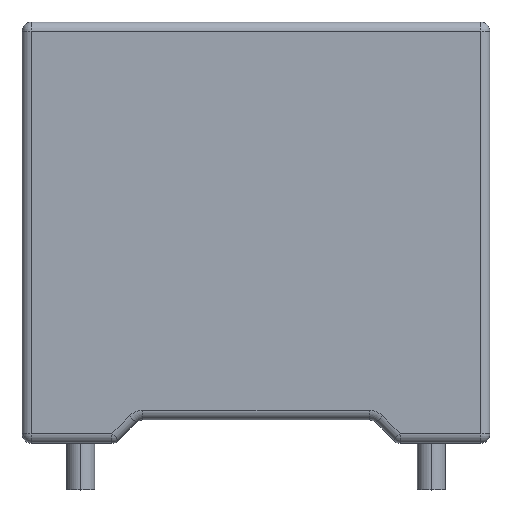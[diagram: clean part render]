
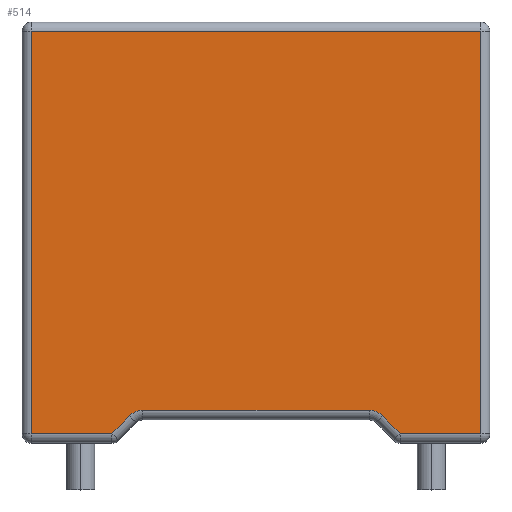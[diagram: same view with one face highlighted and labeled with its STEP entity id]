
A CAD part, top view. The second image highlights one B-rep face of the part: STEP entity #514.
In plain terms, the highlighted planar face has unit normal (0, 0, 1).
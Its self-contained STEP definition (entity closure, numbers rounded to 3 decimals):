
#57 = VERTEX_POINT ( 'NONE', #1057 ) ;
#70 = LINE ( 'NONE', #1044, #257 ) ;
#76 = DIRECTION ( 'NONE',  ( 0.707, 0.707, 0. ) ) ;
#103 = DIRECTION ( 'NONE',  ( 0., 0., 1. ) ) ;
#126 = ORIENTED_EDGE ( 'NONE', *, *, #537, .F. ) ;
#127 = VERTEX_POINT ( 'NONE', #1395 ) ;
#137 = VERTEX_POINT ( 'NONE', #1492 ) ;
#144 = CARTESIAN_POINT ( 'NONE',  ( 2.417, 0.7, 2. ) ) ;
#163 = CARTESIAN_POINT ( 'NONE',  ( 4.8, 9., 2. ) ) ;
#166 = DIRECTION ( 'NONE',  ( 1., 0., 0. ) ) ;
#195 = ORIENTED_EDGE ( 'NONE', *, *, #423, .T. ) ;
#199 = CARTESIAN_POINT ( 'NONE',  ( -3.083, 0.2, 2. ) ) ;
#216 = CARTESIAN_POINT ( 'NONE',  ( -5., 9., 2. ) ) ;
#257 = VECTOR ( 'NONE', #317, 1000. ) ;
#268 = ORIENTED_EDGE ( 'NONE', *, *, #497, .T. ) ;
#275 = CARTESIAN_POINT ( 'NONE',  ( -4.8, 8.8, 2. ) ) ;
#285 = EDGE_CURVE ( 'NONE', #716, #137, #598, .T. ) ;
#311 = CIRCLE ( 'NONE', #1003, 0.4 ) ;
#316 = EDGE_CURVE ( 'NONE', #137, #1062, #852, .T. ) ;
#317 = DIRECTION ( 'NONE',  ( 1., 0., 0. ) ) ;
#324 = ORIENTED_EDGE ( 'NONE', *, *, #444, .F. ) ;
#334 = PLANE ( 'NONE',  #1083 ) ;
#343 = EDGE_CURVE ( 'NONE', #1062, #1541, #774, .T. ) ;
#348 = LINE ( 'NONE', #1527, #992 ) ;
#376 = ORIENTED_EDGE ( 'NONE', *, *, #316, .T. ) ;
#391 = EDGE_CURVE ( 'NONE', #1541, #57, #932, .T. ) ;
#414 = VERTEX_POINT ( 'NONE', #199 ) ;
#423 = EDGE_CURVE ( 'NONE', #57, #414, #70, .T. ) ;
#436 = DIRECTION ( 'NONE',  ( 0., 0., 1. ) ) ;
#440 = EDGE_CURVE ( 'NONE', #414, #1172, #499, .T. ) ;
#444 = EDGE_CURVE ( 'NONE', #1459, #1172, #1002, .T. ) ;
#497 = EDGE_CURVE ( 'NONE', #1459, #1520, #348, .T. ) ;
#499 = LINE ( 'NONE', #1163, #786 ) ;
#514 = ADVANCED_FACE ( 'NONE', ( #956 ), #334, .F. ) ;
#530 = CARTESIAN_POINT ( 'NONE',  ( -5., 8.8, 2. ) ) ;
#537 = EDGE_CURVE ( 'NONE', #127, #1520, #311, .T. ) ;
#556 = EDGE_CURVE ( 'NONE', #127, #716, #1195, .T. ) ;
#576 = ORIENTED_EDGE ( 'NONE', *, *, #285, .T. ) ;
#583 = CARTESIAN_POINT ( 'NONE',  ( -2.417, 0.7, 2. ) ) ;
#598 = LINE ( 'NONE', #895, #733 ) ;
#654 = CARTESIAN_POINT ( 'NONE',  ( -4.8, 9., 2. ) ) ;
#716 = VERTEX_POINT ( 'NONE', #862 ) ;
#733 = VECTOR ( 'NONE', #166, 1000. ) ;
#774 = LINE ( 'NONE', #530, #987 ) ;
#786 = VECTOR ( 'NONE', #76, 1000. ) ;
#816 = DIRECTION ( 'NONE',  ( 1., 0., 0. ) ) ;
#820 = DIRECTION ( 'NONE',  ( -1., 0., 0. ) ) ;
#822 = CARTESIAN_POINT ( 'NONE',  ( 2.417, 0.3, 2. ) ) ;
#852 = LINE ( 'NONE', #163, #898 ) ;
#862 = CARTESIAN_POINT ( 'NONE',  ( 3.083, 0.2, 2. ) ) ;
#877 = VECTOR ( 'NONE', #1178, 1000. ) ;
#895 = CARTESIAN_POINT ( 'NONE',  ( -5., 0.2, 2. ) ) ;
#898 = VECTOR ( 'NONE', #1135, 1000. ) ;
#932 = LINE ( 'NONE', #654, #1159 ) ;
#940 = CARTESIAN_POINT ( 'NONE',  ( -5.359, 8.641, 2. ) ) ;
#949 = DIRECTION ( 'NONE',  ( -1., 0., 0. ) ) ;
#956 = FACE_OUTER_BOUND ( 'NONE', #1157, .T. ) ;
#972 = ORIENTED_EDGE ( 'NONE', *, *, #343, .T. ) ;
#987 = VECTOR ( 'NONE', #1260, 1000. ) ;
#992 = VECTOR ( 'NONE', #816, 1000. ) ;
#1002 = CIRCLE ( 'NONE', #1347, 0.4 ) ;
#1003 = AXIS2_PLACEMENT_3D ( 'NONE', #822, #103, #949 ) ;
#1007 = CARTESIAN_POINT ( 'NONE',  ( 4.8, 8.8, 2. ) ) ;
#1025 = CARTESIAN_POINT ( 'NONE',  ( -2.7, 0.583, 2. ) ) ;
#1044 = CARTESIAN_POINT ( 'NONE',  ( -5., 0.2, 2. ) ) ;
#1057 = CARTESIAN_POINT ( 'NONE',  ( -4.8, 0.2, 2. ) ) ;
#1062 = VERTEX_POINT ( 'NONE', #1007 ) ;
#1083 = AXIS2_PLACEMENT_3D ( 'NONE', #216, #1531, #820 ) ;
#1135 = DIRECTION ( 'NONE',  ( 0., 1., 0. ) ) ;
#1157 = EDGE_LOOP ( 'NONE', ( #576, #376, #972, #1352, #195, #1403, #324, #268, #126, #1558 ) ) ;
#1159 = VECTOR ( 'NONE', #1496, 1000. ) ;
#1163 = CARTESIAN_POINT ( 'NONE',  ( 0.359, 3.641, 2. ) ) ;
#1167 = CARTESIAN_POINT ( 'NONE',  ( -2.417, 0.3, 2. ) ) ;
#1172 = VERTEX_POINT ( 'NONE', #1025 ) ;
#1178 = DIRECTION ( 'NONE',  ( 0.707, -0.707, 0. ) ) ;
#1195 = LINE ( 'NONE', #940, #877 ) ;
#1260 = DIRECTION ( 'NONE',  ( -1., 0., 0. ) ) ;
#1288 = DIRECTION ( 'NONE',  ( -1., 0., 0. ) ) ;
#1347 = AXIS2_PLACEMENT_3D ( 'NONE', #1167, #436, #1288 ) ;
#1352 = ORIENTED_EDGE ( 'NONE', *, *, #391, .T. ) ;
#1395 = CARTESIAN_POINT ( 'NONE',  ( 2.7, 0.583, 2. ) ) ;
#1403 = ORIENTED_EDGE ( 'NONE', *, *, #440, .T. ) ;
#1459 = VERTEX_POINT ( 'NONE', #583 ) ;
#1492 = CARTESIAN_POINT ( 'NONE',  ( 4.8, 0.2, 2. ) ) ;
#1496 = DIRECTION ( 'NONE',  ( 0., -1., 0. ) ) ;
#1520 = VERTEX_POINT ( 'NONE', #144 ) ;
#1527 = CARTESIAN_POINT ( 'NONE',  ( -5., 0.7, 2. ) ) ;
#1531 = DIRECTION ( 'NONE',  ( 0., 0., -1. ) ) ;
#1541 = VERTEX_POINT ( 'NONE', #275 ) ;
#1558 = ORIENTED_EDGE ( 'NONE', *, *, #556, .T. ) ;
